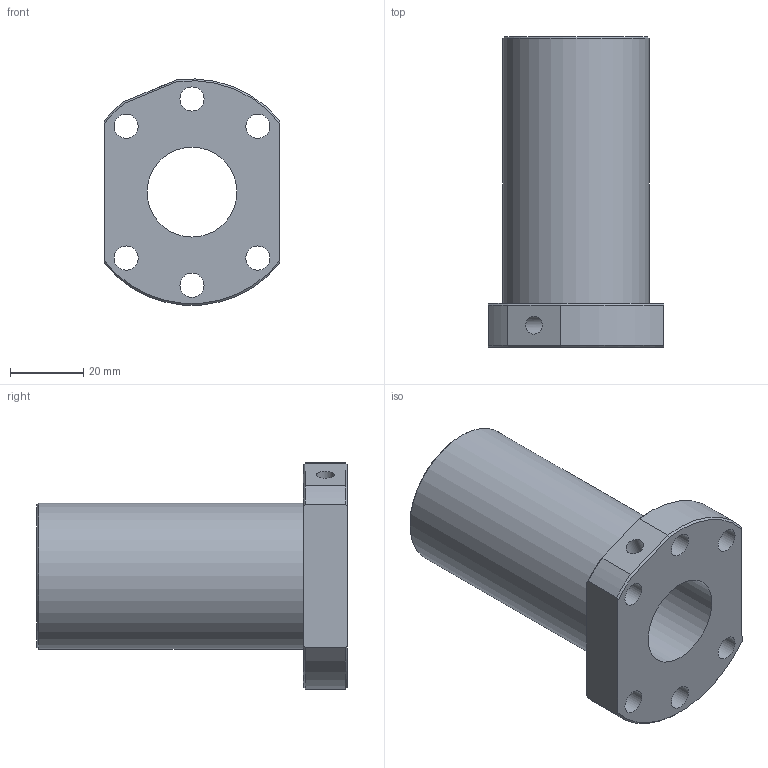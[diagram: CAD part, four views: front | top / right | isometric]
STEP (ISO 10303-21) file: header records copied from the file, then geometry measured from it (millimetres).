
FILE_DESCRIPTION( ( 'Unknown' ), '1' );
FILE_NAME( 'STC2510_1.stp', 'Unknown', ( 'Unknown' ), ( 'Unknown' ), 'XStep 1.0', 'Unknown', ' ' );
FILE_SCHEMA( ( 'CONFIG_CONTROL_DESIGN' ) );
Length unit declared in the file: millimetre
Products named in the file (1): 1
Bounding box: 48 x 85 x 61.88 mm (x, y, z)
Volume: 80089.6 mm3; surface area: 23532.4 mm2
Topology: 1 solids, 1 shells, 27 faces, 70 edges, 46 vertices
Faces by surface type: cylinder 12, plane 8, cone 7
Full cylindrical faces by diameter (mm): 4.917 x1, 6.6 x6, 24.6 x1, 40 x1
Entity records: 910 total; most frequent: CARTESIAN_POINT 227, DIRECTION 130, ORIENTED_EDGE 114, AXIS2_PLACEMENT_3D 58, EDGE_CURVE 57, EDGE_LOOP 54, VERTEX_POINT 43, FACE_OUTER_BOUND 36
